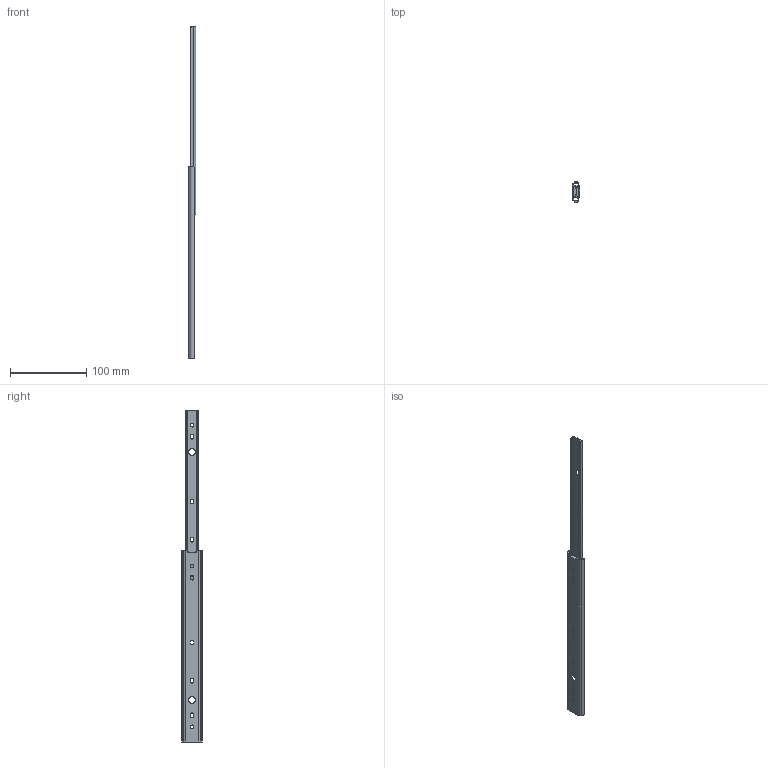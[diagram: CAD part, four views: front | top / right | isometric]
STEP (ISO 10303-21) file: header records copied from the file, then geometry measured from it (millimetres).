
FILE_DESCRIPTION (( 'STEP AP203' ), '1' );
FILE_NAME ('2721-250.STEP', '2021-01-25T00:32:23', ( '' ), ( '' ), 'SwSTEP 2.0', 'SolidWorks 2019', '' );
FILE_SCHEMA (( 'CONFIG_CONTROL_DESIGN' ));
Length unit declared in the file: millimetre
Products named in the file (3): OM-2721-250; 2721-250; IM-2721-250
Assembly tree (2 placements, depth 2):
  2721-250
    OM-2721-250
    IM-2721-250
Bounding box: 9.5 x 27 x 434.5 mm (x, y, z)
Volume: 23249.7 mm3; surface area: 32894.3 mm2
Topology: 2 solids, 2 shells, 126 faces, 364 edges, 242 vertices
Faces by surface type: cylinder 69, plane 57
Entity records: 4635 total; most frequent: CARTESIAN_POINT 885, DIRECTION 732, ORIENTED_EDGE 728, EDGE_CURVE 364, AXIS2_PLACEMENT_3D 261, VERTEX_POINT 242, LINE 210, VECTOR 210
